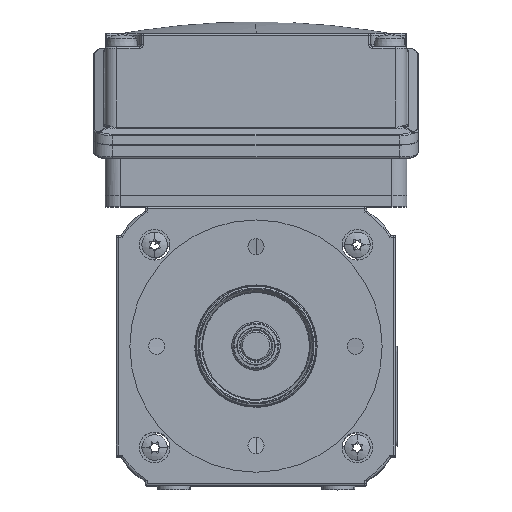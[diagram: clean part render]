
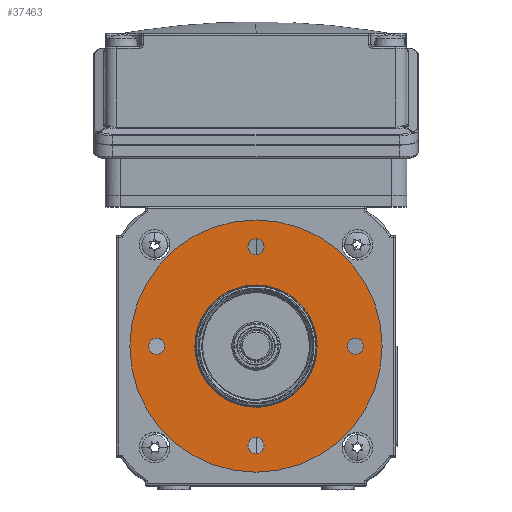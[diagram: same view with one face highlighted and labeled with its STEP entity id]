
A CAD part, top view. The second image highlights one B-rep face of the part: STEP entity #37463.
In plain terms, the highlighted planar face has unit normal (0, 0, 1).
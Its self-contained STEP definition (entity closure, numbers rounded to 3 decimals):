
#149 = EDGE_CURVE ( 'NONE', #25054, #24235, #11765, .T. ) ;
#204 = EDGE_CURVE ( 'NONE', #21369, #5412, #23203, .T. ) ;
#272 = FACE_BOUND ( 'NONE', #21920, .T. ) ;
#1313 = CIRCLE ( 'NONE', #16624, 2.1 ) ;
#1718 = EDGE_CURVE ( 'NONE', #27440, #34402, #21560, .T. ) ;
#2152 = CARTESIAN_POINT ( 'NONE',  ( 26., 0., 8. ) ) ;
#2204 = CIRCLE ( 'NONE', #36656, 16. ) ;
#2450 = DIRECTION ( 'NONE',  ( -1., 0., 0. ) ) ;
#2892 = EDGE_CURVE ( 'NONE', #13391, #37663, #4733, .T. ) ;
#3052 = CARTESIAN_POINT ( 'NONE',  ( -26., 0., 8. ) ) ;
#3501 = PLANE ( 'NONE',  #27231 ) ;
#4194 = CARTESIAN_POINT ( 'NONE',  ( -33., 0., 8. ) ) ;
#4213 = CARTESIAN_POINT ( 'NONE',  ( 16., 0., 8. ) ) ;
#4243 = CIRCLE ( 'NONE', #5872, 2.1 ) ;
#4445 = DIRECTION ( 'NONE',  ( 0., 0., 1. ) ) ;
#4566 = ORIENTED_EDGE ( 'NONE', *, *, #10483, .F. ) ;
#4733 = CIRCLE ( 'NONE', #11251, 2.1 ) ;
#4845 = CARTESIAN_POINT ( 'NONE',  ( -23.9, 0., 8. ) ) ;
#4967 = DIRECTION ( 'NONE',  ( 0., 0., 1. ) ) ;
#5074 = DIRECTION ( 'NONE',  ( 0., 0., 1. ) ) ;
#5254 = DIRECTION ( 'NONE',  ( 1., 0., 0. ) ) ;
#5296 = ORIENTED_EDGE ( 'NONE', *, *, #204, .F. ) ;
#5412 = VERTEX_POINT ( 'NONE', #14978 ) ;
#5872 = AXIS2_PLACEMENT_3D ( 'NONE', #8271, #29589, #11306 ) ;
#5943 = CARTESIAN_POINT ( 'NONE',  ( 28.1, 0., 8. ) ) ;
#6263 = AXIS2_PLACEMENT_3D ( 'NONE', #13687, #35053, #16775 ) ;
#7325 = ORIENTED_EDGE ( 'NONE', *, *, #20009, .F. ) ;
#7477 = DIRECTION ( 'NONE',  ( 0., 0., 1. ) ) ;
#8255 = AXIS2_PLACEMENT_3D ( 'NONE', #39036, #20711, #2450 ) ;
#8271 = CARTESIAN_POINT ( 'NONE',  ( 0., -26., 8. ) ) ;
#8405 = FACE_BOUND ( 'NONE', #11553, .T. ) ;
#8932 = VERTEX_POINT ( 'NONE', #4213 ) ;
#8998 = CARTESIAN_POINT ( 'NONE',  ( 0., 0., 8. ) ) ;
#9073 = AXIS2_PLACEMENT_3D ( 'NONE', #13552, #34907, #16631 ) ;
#9578 = ORIENTED_EDGE ( 'NONE', *, *, #17008, .T. ) ;
#9861 = CARTESIAN_POINT ( 'NONE',  ( 2.1, 26., 8. ) ) ;
#10483 = EDGE_CURVE ( 'NONE', #30660, #27142, #20940, .T. ) ;
#11251 = AXIS2_PLACEMENT_3D ( 'NONE', #25743, #7477, #28820 ) ;
#11306 = DIRECTION ( 'NONE',  ( 1., 0., 0. ) ) ;
#11318 = ORIENTED_EDGE ( 'NONE', *, *, #22976, .F. ) ;
#11553 = EDGE_LOOP ( 'NONE', ( #5296, #7325 ) ) ;
#11765 = CIRCLE ( 'NONE', #39290, 2.1 ) ;
#12009 = VERTEX_POINT ( 'NONE', #24922 ) ;
#12081 = DIRECTION ( 'NONE',  ( 1., 0., 0. ) ) ;
#12369 = ORIENTED_EDGE ( 'NONE', *, *, #34659, .F. ) ;
#12629 = DIRECTION ( 'NONE',  ( 0., 0., -1. ) ) ;
#13087 = CIRCLE ( 'NONE', #8255, 16. ) ;
#13391 = VERTEX_POINT ( 'NONE', #9861 ) ;
#13552 = CARTESIAN_POINT ( 'NONE',  ( 26., 0., 8. ) ) ;
#13687 = CARTESIAN_POINT ( 'NONE',  ( 0., 26., 8. ) ) ;
#13885 = EDGE_CURVE ( 'NONE', #8932, #12009, #2204, .T. ) ;
#14978 = CARTESIAN_POINT ( 'NONE',  ( -2.1, -26., 8. ) ) ;
#15129 = ORIENTED_EDGE ( 'NONE', *, *, #1718, .T. ) ;
#15761 = CARTESIAN_POINT ( 'NONE',  ( 23.9, 0., 8. ) ) ;
#15903 = CARTESIAN_POINT ( 'NONE',  ( 0., -16., 8. ) ) ;
#16410 = ORIENTED_EDGE ( 'NONE', *, *, #30650, .T. ) ;
#16530 = FACE_BOUND ( 'NONE', #32676, .T. ) ;
#16624 = AXIS2_PLACEMENT_3D ( 'NONE', #22670, #4445, #25755 ) ;
#16631 = DIRECTION ( 'NONE',  ( 1., 0., 0. ) ) ;
#16775 = DIRECTION ( 'NONE',  ( 1., 0., 0. ) ) ;
#17008 = EDGE_CURVE ( 'NONE', #12009, #8932, #13087, .T. ) ;
#17854 = DIRECTION ( 'NONE',  ( 0., 0., 1. ) ) ;
#17998 = EDGE_LOOP ( 'NONE', ( #16410, #15129 ) ) ;
#18953 = DIRECTION ( 'NONE',  ( 1., 0., 0. ) ) ;
#19028 = ORIENTED_EDGE ( 'NONE', *, *, #24972, .F. ) ;
#20008 = CIRCLE ( 'NONE', #6263, 2.1 ) ;
#20009 = EDGE_CURVE ( 'NONE', #5412, #21369, #4243, .T. ) ;
#20679 = ORIENTED_EDGE ( 'NONE', *, *, #13885, .T. ) ;
#20711 = DIRECTION ( 'NONE',  ( 0., 0., -1. ) ) ;
#20940 = CIRCLE ( 'NONE', #9073, 2.1 ) ;
#21369 = VERTEX_POINT ( 'NONE', #38227 ) ;
#21560 = CIRCLE ( 'NONE', #36566, 33. ) ;
#21920 = EDGE_LOOP ( 'NONE', ( #9578, #20679 ) ) ;
#22115 = AXIS2_PLACEMENT_3D ( 'NONE', #27062, #17854, #36181 ) ;
#22670 = CARTESIAN_POINT ( 'NONE',  ( -26., 0., 8. ) ) ;
#22976 = EDGE_CURVE ( 'NONE', #37663, #13391, #20008, .T. ) ;
#23181 = DIRECTION ( 'NONE',  ( 1., 0., 0. ) ) ;
#23203 = CIRCLE ( 'NONE', #22115, 2.1 ) ;
#23487 = DIRECTION ( 'NONE',  ( 0., 0., 1. ) ) ;
#23999 = AXIS2_PLACEMENT_3D ( 'NONE', #8998, #30347, #12081 ) ;
#24235 = VERTEX_POINT ( 'NONE', #37338 ) ;
#24922 = CARTESIAN_POINT ( 'NONE',  ( -16., 0., 8. ) ) ;
#24972 = EDGE_CURVE ( 'NONE', #24235, #25054, #1313, .T. ) ;
#25054 = VERTEX_POINT ( 'NONE', #4845 ) ;
#25413 = CIRCLE ( 'NONE', #28119, 2.1 ) ;
#25584 = FACE_BOUND ( 'NONE', #26824, .T. ) ;
#25743 = CARTESIAN_POINT ( 'NONE',  ( 0., 26., 8. ) ) ;
#25755 = DIRECTION ( 'NONE',  ( 1., 0., 0. ) ) ;
#25889 = CARTESIAN_POINT ( 'NONE',  ( -2.1, 26., 8. ) ) ;
#26824 = EDGE_LOOP ( 'NONE', ( #4566, #12369 ) ) ;
#27062 = CARTESIAN_POINT ( 'NONE',  ( 0., -26., 8. ) ) ;
#27142 = VERTEX_POINT ( 'NONE', #15761 ) ;
#27231 = AXIS2_PLACEMENT_3D ( 'NONE', #15903, #37295, #18953 ) ;
#27440 = VERTEX_POINT ( 'NONE', #33472 ) ;
#28119 = AXIS2_PLACEMENT_3D ( 'NONE', #2152, #23487, #5254 ) ;
#28820 = DIRECTION ( 'NONE',  ( 1., 0., 0. ) ) ;
#29186 = CARTESIAN_POINT ( 'NONE',  ( 0., 0., 8. ) ) ;
#29589 = DIRECTION ( 'NONE',  ( 0., 0., 1. ) ) ;
#30347 = DIRECTION ( 'NONE',  ( 0., 0., 1. ) ) ;
#30650 = EDGE_CURVE ( 'NONE', #34402, #27440, #31187, .T. ) ;
#30660 = VERTEX_POINT ( 'NONE', #5943 ) ;
#30872 = CARTESIAN_POINT ( 'NONE',  ( 0., 0., 8. ) ) ;
#31105 = DIRECTION ( 'NONE',  ( 1., 0., 0. ) ) ;
#31187 = CIRCLE ( 'NONE', #23999, 33. ) ;
#31788 = FACE_OUTER_BOUND ( 'NONE', #17998, .T. ) ;
#32676 = EDGE_LOOP ( 'NONE', ( #36089, #11318 ) ) ;
#32744 = FACE_BOUND ( 'NONE', #36194, .T. ) ;
#33472 = CARTESIAN_POINT ( 'NONE',  ( 33., 0., 8. ) ) ;
#33953 = DIRECTION ( 'NONE',  ( -1., 0., 0. ) ) ;
#34402 = VERTEX_POINT ( 'NONE', #4194 ) ;
#34659 = EDGE_CURVE ( 'NONE', #27142, #30660, #25413, .T. ) ;
#34907 = DIRECTION ( 'NONE',  ( 0., 0., 1. ) ) ;
#35053 = DIRECTION ( 'NONE',  ( 0., 0., 1. ) ) ;
#36089 = ORIENTED_EDGE ( 'NONE', *, *, #2892, .F. ) ;
#36181 = DIRECTION ( 'NONE',  ( 1., 0., 0. ) ) ;
#36194 = EDGE_LOOP ( 'NONE', ( #37468, #19028 ) ) ;
#36566 = AXIS2_PLACEMENT_3D ( 'NONE', #29186, #5074, #23181 ) ;
#36656 = AXIS2_PLACEMENT_3D ( 'NONE', #30872, #12629, #33953 ) ;
#37295 = DIRECTION ( 'NONE',  ( 0., 0., 1. ) ) ;
#37338 = CARTESIAN_POINT ( 'NONE',  ( -28.1, 0., 8. ) ) ;
#37463 = ADVANCED_FACE ( 'NONE', ( #16530, #32744, #25584, #8405, #272, #31788 ), #3501, .T. ) ;
#37468 = ORIENTED_EDGE ( 'NONE', *, *, #149, .F. ) ;
#37663 = VERTEX_POINT ( 'NONE', #25889 ) ;
#38227 = CARTESIAN_POINT ( 'NONE',  ( 2.1, -26., 8. ) ) ;
#39036 = CARTESIAN_POINT ( 'NONE',  ( 0., 0., 8. ) ) ;
#39290 = AXIS2_PLACEMENT_3D ( 'NONE', #3052, #4967, #31105 ) ;
